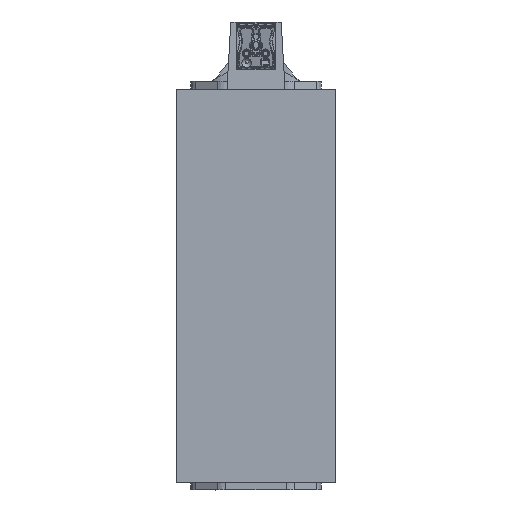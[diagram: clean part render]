
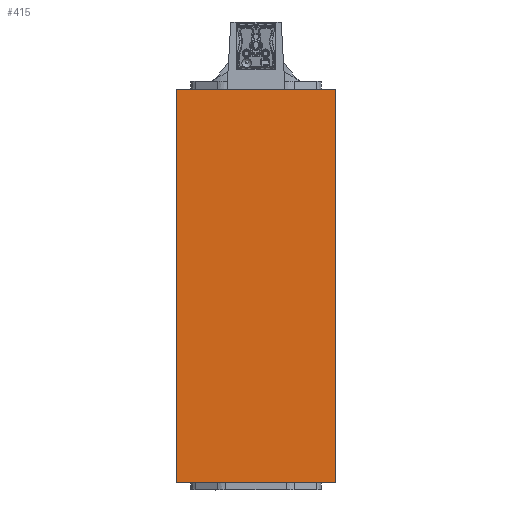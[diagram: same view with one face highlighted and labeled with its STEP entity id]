
A CAD part, front view. The second image highlights one B-rep face of the part: STEP entity #415.
In plain terms, the highlighted planar face has unit normal (0, -1, 0).
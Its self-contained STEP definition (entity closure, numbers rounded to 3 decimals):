
#415=ADVANCED_FACE('',(#8121),#8123,.F.);
#8121=FACE_BOUND('',#8122,.T.);
#8122=EDGE_LOOP('',(#17957,#17958,#17959,#17960));
#8123=PLANE('',#8124);
#8124=AXIS2_PLACEMENT_3D('',#8125,#8126,#8127);
#8125=CARTESIAN_POINT('',(42.,-19.65,0.));
#8126=DIRECTION('',(0.,1.,0.));
#8127=DIRECTION('',(0.,0.,1.));
#17957=ORIENTED_EDGE('',*,*,#23036,.F.);
#17958=ORIENTED_EDGE('',*,*,#23068,.F.);
#17959=ORIENTED_EDGE('',*,*,#23069,.F.);
#17960=ORIENTED_EDGE('',*,*,#23070,.T.);
#23036=EDGE_CURVE('',#25641,#25642,#25643,.T.);
#23068=EDGE_CURVE('',#25705,#25641,#25706,.T.);
#23069=EDGE_CURVE('',#25707,#25705,#25708,.T.);
#23070=EDGE_CURVE('',#25707,#25642,#25709,.T.);
#25641=VERTEX_POINT('',#29742);
#25642=VERTEX_POINT('',#29743);
#25643=LINE('',#29744,#29745);
#25705=VERTEX_POINT('',#29874);
#25706=LINE('',#29875,#29876);
#25707=VERTEX_POINT('',#29878);
#25708=LINE('',#29879,#29880);
#25709=LINE('',#29882,#29883);
#29742=CARTESIAN_POINT('',(42.5,-19.65,-210.));
#29743=CARTESIAN_POINT('',(-42.5,-19.65,-210.));
#29744=CARTESIAN_POINT('',(42.5,-19.65,-210.));
#29745=VECTOR('',#29746,1.);
#29746=DIRECTION('',(-1.,0.,0.));
#29874=CARTESIAN_POINT('',(42.5,-19.65,0.));
#29875=CARTESIAN_POINT('',(42.5,-19.65,0.));
#29876=VECTOR('',#29877,1.);
#29877=DIRECTION('',(0.,0.,-1.));
#29878=CARTESIAN_POINT('',(-42.5,-19.65,0.));
#29879=CARTESIAN_POINT('',(-42.5,-19.65,0.));
#29880=VECTOR('',#29881,1.);
#29881=DIRECTION('',(1.,0.,0.));
#29882=CARTESIAN_POINT('',(-42.5,-19.65,0.));
#29883=VECTOR('',#29884,1.);
#29884=DIRECTION('',(0.,0.,-1.));
